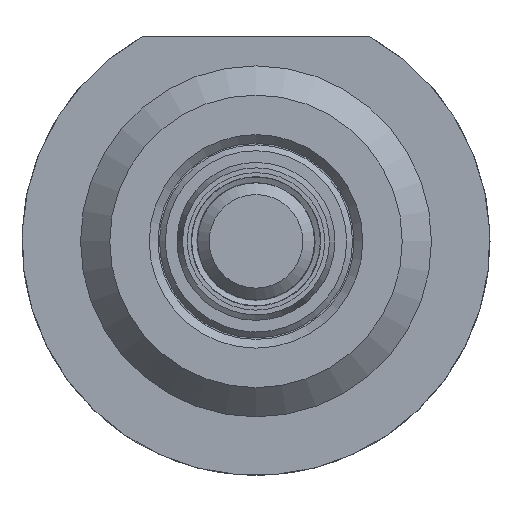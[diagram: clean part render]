
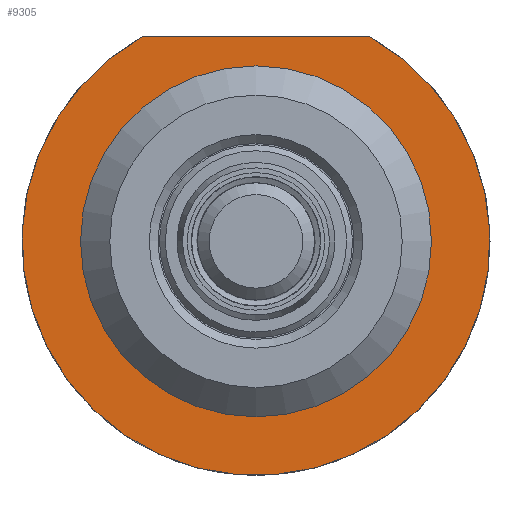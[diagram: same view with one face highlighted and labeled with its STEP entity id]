
A CAD part, front view. The second image highlights one B-rep face of the part: STEP entity #9305.
In plain terms, the highlighted planar face has unit normal (0, -1, 0).
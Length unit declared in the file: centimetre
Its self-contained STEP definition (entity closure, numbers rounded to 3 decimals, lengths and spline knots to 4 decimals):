
#130=CIRCLE($,#9640,0.6);
#132=CIRCLE($,#9644,0.8);
#228=FACE_BOUND($,#1534,.T.);
#459=PLANE($,#9645);
#956=FACE_OUTER_BOUND($,#1533,.T.);
#1533=EDGE_LOOP($,(#8513,#8514));
#1534=EDGE_LOOP($,(#8515));
#2347=LINE($,#18105,#3109);
#3109=VECTOR($,#11022,0.7746);
#4489=VERTEX_POINT($,#18103);
#4490=VERTEX_POINT($,#18104);
#4499=VERTEX_POINT($,#18133);
#5835=EDGE_CURVE($,#4489,#4490,#2347,.T.);
#5845=EDGE_CURVE($,#4499,#4499,#130,.T.);
#5847=EDGE_CURVE($,#4490,#4489,#132,.T.);
#8513=ORIENTED_EDGE($,*,*,#5835,.F.);
#8514=ORIENTED_EDGE($,*,*,#5847,.F.);
#8515=ORIENTED_EDGE($,*,*,#5845,.T.);
#9305=ADVANCED_FACE($,(#956,#228),#459,.T.);
#9640=AXIS2_PLACEMENT_3D($,#18134,#11058,#11059);
#9644=AXIS2_PLACEMENT_3D($,#18138,#11066,#11067);
#9645=AXIS2_PLACEMENT_3D($,#18139,#11068,#11069);
#11022=DIRECTION($,(1.,0.,0.));
#11058=DIRECTION('center_axis',(0.,1.,0.));
#11059=DIRECTION('ref_axis',(0.,0.,1.));
#11066=DIRECTION('center_axis',(0.,1.,0.));
#11067=DIRECTION('ref_axis',(-0.484,0.,0.875));
#11068=DIRECTION('center_axis',(0.,-1.,0.));
#11069=DIRECTION('ref_axis',(0.,0.,-1.));
#18103=CARTESIAN_POINT('',(-0.3873,-34.55,0.7));
#18104=CARTESIAN_POINT('',(0.3873,-34.55,0.7));
#18105=CARTESIAN_POINT($,(-0.3873,-34.55,0.7));
#18133=CARTESIAN_POINT('',(0.,-34.55,0.6));
#18134=CARTESIAN_POINT('Origin',(0.,-34.55,0.));
#18138=CARTESIAN_POINT('Origin',(0.,-34.55,0.));
#18139=CARTESIAN_POINT('Origin',(0.,-34.55,0.0522));
